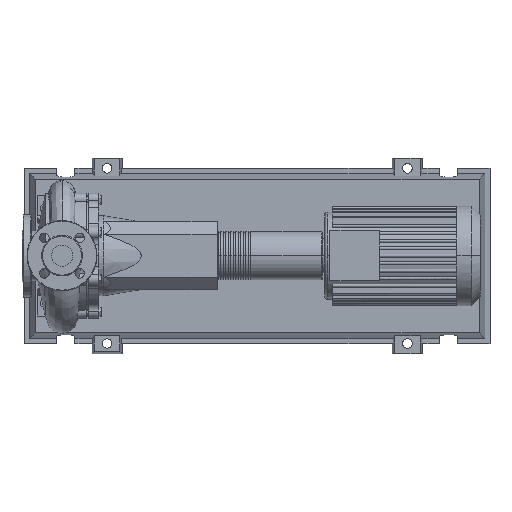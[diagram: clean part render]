
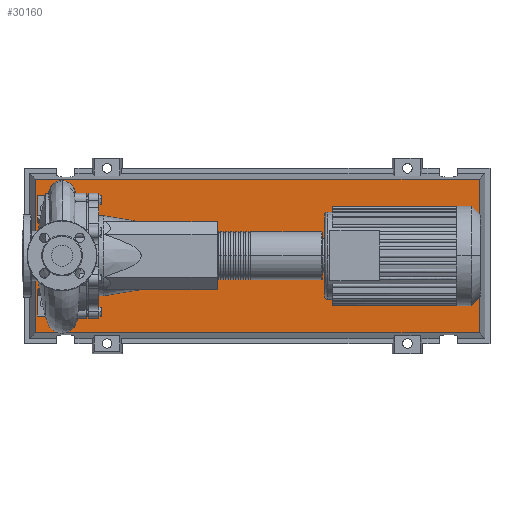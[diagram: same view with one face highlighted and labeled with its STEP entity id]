
A CAD part, top view. The second image highlights one B-rep face of the part: STEP entity #30160.
In plain terms, the highlighted planar face has unit normal (0, 0, 1).
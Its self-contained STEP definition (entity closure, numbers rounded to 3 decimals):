
#29841=CARTESIAN_POINT('',(833.292,-153.292,83.0));
#29842=VERTEX_POINT('',#29841);
#29849=CARTESIAN_POINT('',(-53.292,-153.292,83.0));
#29850=VERTEX_POINT('',#29849);
#29851=CARTESIAN_POINT('',(833.292,-153.292,83.0));
#29852=DIRECTION('',(-1.0,0.0,0.0));
#29853=VECTOR('',#29852,886.584);
#29854=LINE('',#29851,#29853);
#29855=EDGE_CURVE('',#29842,#29850,#29854,.T.);
#30073=CARTESIAN_POINT('',(833.292,153.292,83.0));
#30074=VERTEX_POINT('',#30073);
#30075=CARTESIAN_POINT('',(833.292,153.292,83.0));
#30076=DIRECTION('',(0.0,-1.0,0.0));
#30077=VECTOR('',#30076,306.584);
#30078=LINE('',#30075,#30077);
#30079=EDGE_CURVE('',#30074,#29842,#30078,.T.);
#30097=CARTESIAN_POINT('',(-53.292,153.292,83.0));
#30098=VERTEX_POINT('',#30097);
#30099=CARTESIAN_POINT('',(-53.292,-153.292,83.0));
#30100=DIRECTION('',(0.0,1.0,0.0));
#30101=VECTOR('',#30100,306.584);
#30102=LINE('',#30099,#30101);
#30103=EDGE_CURVE('',#29850,#30098,#30102,.T.);
#30136=CARTESIAN_POINT('',(-53.292,153.292,83.0));
#30137=DIRECTION('',(1.0,0.0,0.0));
#30138=VECTOR('',#30137,886.584);
#30139=LINE('',#30136,#30138);
#30140=EDGE_CURVE('',#30098,#30074,#30139,.T.);
#30149=CARTESIAN_POINT('',(390.,0.,83.0));
#30150=DIRECTION('',(0.0,0.0,1.0));
#30151=DIRECTION('',(1.0,0.0,0.0));
#30152=AXIS2_PLACEMENT_3D('',#30149,#30150,#30151);
#30153=PLANE('',#30152);
#30154=ORIENTED_EDGE('',*,*,#30079,.F.);
#30155=ORIENTED_EDGE('',*,*,#30140,.F.);
#30156=ORIENTED_EDGE('',*,*,#30103,.F.);
#30157=ORIENTED_EDGE('',*,*,#29855,.F.);
#30158=EDGE_LOOP('',(#30154,#30155,#30156,#30157));
#30159=FACE_OUTER_BOUND('',#30158,.T.);
#30160=ADVANCED_FACE('',(#30159),#30153,.T.);
